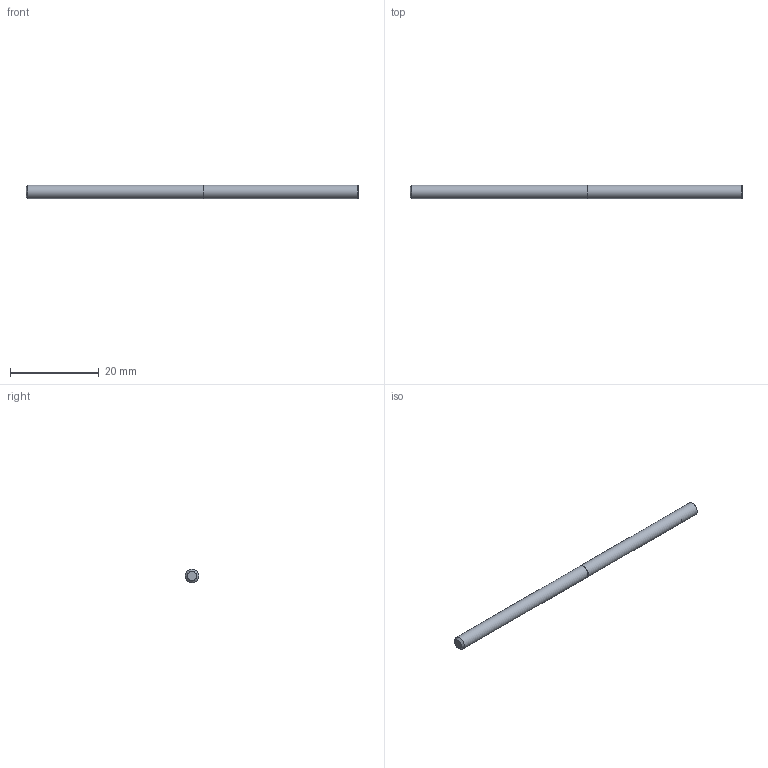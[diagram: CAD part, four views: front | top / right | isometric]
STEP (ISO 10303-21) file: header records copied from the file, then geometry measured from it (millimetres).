
FILE_DESCRIPTION(/* description */ ('STEP AP214'),/* implementation_level */ '2;1');
FILE_NAME(/* name */ 'translationalstages_precisionscrew_mk1.stp',/* time_stamp */ '2022-12-10T13:45:12+01:00',/* author */ ('Rik Ubaghs'),/* organization */ (''),/* preprocessor_version */ 'ST-DEVELOPER v18.1',/* originating_system */ 'Autodesk Inventor 2021',/* authorisation */ '');
FILE_SCHEMA (('AUTOMOTIVE_DESIGN { 1 0 10303 214 3 1 1 }'));
Length unit declared in the file: millimetre
Products named in the file (1): translationalstages_precisionscrew_mk1
Bounding box: 75 x 3 x 3 mm (x, y, z)
Volume: 516.2 mm3; surface area: 753.1 mm2
Topology: 1 solids, 1 shells, 15 faces, 31 edges, 20 vertices
Faces by surface type: plane 8, cylinder 5, cone 2
Full cylindrical faces by diameter (mm): 2.8 x1, 3 x2
Entity records: 472 total; most frequent: DIRECTION 81, CARTESIAN_POINT 67, ORIENTED_EDGE 62, AXIS2_PLACEMENT_3D 34, EDGE_CURVE 31, VERTEX_POINT 20, CIRCLE 18, EDGE_LOOP 17
